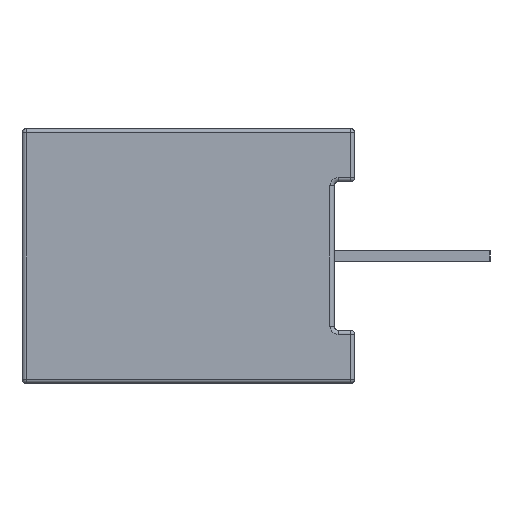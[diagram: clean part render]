
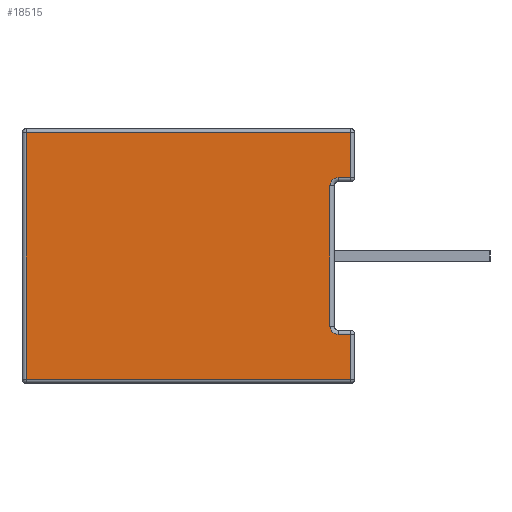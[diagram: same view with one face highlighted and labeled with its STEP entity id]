
A CAD part, left-side view. The second image highlights one B-rep face of the part: STEP entity #18515.
In plain terms, the highlighted planar face has unit normal (-1, 0, 0).
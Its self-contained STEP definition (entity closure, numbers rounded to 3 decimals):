
#5089 = LINE ( 'NONE', #5146, #5145 ) ;
#5097 = CARTESIAN_POINT ( 'NONE',  ( -12.05, -0.408, 3.01 ) ) ;
#5144 = DIRECTION ( 'NONE',  ( 0., 0., 1. ) ) ;
#5145 = VECTOR ( 'NONE', #5144, 1000. ) ;
#5146 = CARTESIAN_POINT ( 'NONE',  ( -12.05, -0.408, 3.11 ) ) ;
#7038 = DIRECTION ( 'NONE',  ( 0., 0., -1. ) ) ;
#7039 = DIRECTION ( 'NONE',  ( -1., 0., 0. ) ) ;
#7040 = CARTESIAN_POINT ( 'NONE',  ( -12.05, -0.1, 1.71 ) ) ;
#7041 = AXIS2_PLACEMENT_3D ( 'NONE', #7040, #7039, #7038 ) ;
#7042 = CIRCLE ( 'NONE', #7041, 0.2 ) ;
#7044 = CARTESIAN_POINT ( 'NONE',  ( -12.05, 0.1, 1.71 ) ) ;
#7045 = DIRECTION ( 'NONE',  ( 0., 0., 1. ) ) ;
#7046 = VECTOR ( 'NONE', #7045, 1000. ) ;
#7047 = CARTESIAN_POINT ( 'NONE',  ( -12.05, 0.1, 3.11 ) ) ;
#7048 = LINE ( 'NONE', #7047, #7046 ) ;
#7049 = CARTESIAN_POINT ( 'NONE',  ( -12.05, 0.1, -1.71 ) ) ;
#7050 = DIRECTION ( 'NONE',  ( 0., 0., -1. ) ) ;
#7051 = DIRECTION ( 'NONE',  ( -1., 0., 0. ) ) ;
#7052 = CARTESIAN_POINT ( 'NONE',  ( -12.05, -0.1, -1.71 ) ) ;
#7053 = AXIS2_PLACEMENT_3D ( 'NONE', #7052, #7051, #7050 ) ;
#7054 = CIRCLE ( 'NONE', #7053, 0.2 ) ;
#7067 = CARTESIAN_POINT ( 'NONE',  ( -12.05, -0.408, -3.01 ) ) ;
#7068 = DIRECTION ( 'NONE',  ( 0., 0., 1. ) ) ;
#7069 = VECTOR ( 'NONE', #7068, 1000. ) ;
#7070 = CARTESIAN_POINT ( 'NONE',  ( -12.05, -0.408, -1.81 ) ) ;
#7071 = DIRECTION ( 'NONE',  ( 0., 0., -1. ) ) ;
#7072 = DIRECTION ( 'NONE',  ( 1., 0., 0. ) ) ;
#7073 = CARTESIAN_POINT ( 'NONE',  ( -12.05, 7.622, 3.11 ) ) ;
#7074 = LINE ( 'NONE', #7070, #7069 ) ;
#7075 = AXIS2_PLACEMENT_3D ( 'NONE', #7073, #7072, #7071 ) ;
#7076 = PLANE ( 'NONE',  #7075 ) ;
#7077 = FACE_OUTER_BOUND ( 'NONE', #18516, .T. ) ;
#7092 = CARTESIAN_POINT ( 'NONE',  ( -12.05, -0.408, 1.91 ) ) ;
#7093 = DIRECTION ( 'NONE',  ( 0., -1., 0. ) ) ;
#7094 = VECTOR ( 'NONE', #7093, 1000. ) ;
#7095 = CARTESIAN_POINT ( 'NONE',  ( -12.05, 7.622, 1.91 ) ) ;
#7096 = LINE ( 'NONE', #7095, #7094 ) ;
#7097 = CARTESIAN_POINT ( 'NONE',  ( -12.05, -0.1, 1.91 ) ) ;
#7125 = CARTESIAN_POINT ( 'NONE',  ( -12.05, -0.1, -1.91 ) ) ;
#7126 = DIRECTION ( 'NONE',  ( 0., 1., 0. ) ) ;
#7127 = VECTOR ( 'NONE', #7126, 1000. ) ;
#7128 = CARTESIAN_POINT ( 'NONE',  ( -12.05, 0., -1.91 ) ) ;
#7129 = LINE ( 'NONE', #7128, #7127 ) ;
#7130 = CARTESIAN_POINT ( 'NONE',  ( -12.05, -0.408, -1.91 ) ) ;
#7173 = DIRECTION ( 'NONE',  ( 0., -1., 0. ) ) ;
#7174 = VECTOR ( 'NONE', #7173, 1000. ) ;
#7175 = CARTESIAN_POINT ( 'NONE',  ( -12.05, 7.622, -3.01 ) ) ;
#7176 = LINE ( 'NONE', #7175, #7174 ) ;
#7177 = CARTESIAN_POINT ( 'NONE',  ( -12.05, 7.522, -3.01 ) ) ;
#7178 = DIRECTION ( 'NONE',  ( 0., 0., -1. ) ) ;
#7179 = VECTOR ( 'NONE', #7178, 1000. ) ;
#7180 = CARTESIAN_POINT ( 'NONE',  ( -12.05, 7.522, -3.11 ) ) ;
#7181 = LINE ( 'NONE', #7180, #7179 ) ;
#7182 = CARTESIAN_POINT ( 'NONE',  ( -12.05, 7.522, 3.01 ) ) ;
#7183 = DIRECTION ( 'NONE',  ( 0., 1., 0. ) ) ;
#7184 = VECTOR ( 'NONE', #7183, 1000. ) ;
#7185 = CARTESIAN_POINT ( 'NONE',  ( -12.05, 7.622, 3.01 ) ) ;
#7186 = LINE ( 'NONE', #7185, #7184 ) ;
#17396 = ORIENTED_EDGE ( 'NONE', *, *, #18564, .T. ) ;
#17809 = VERTEX_POINT ( 'NONE', #5097 ) ;
#17816 = EDGE_CURVE ( 'NONE', #18506, #17809, #5089, .T. ) ;
#18494 = ORIENTED_EDGE ( 'NONE', *, *, #18495, .F. ) ;
#18495 = EDGE_CURVE ( 'NONE', #18496, #18523, #7054, .T. ) ;
#18496 = VERTEX_POINT ( 'NONE', #7049 ) ;
#18497 = ORIENTED_EDGE ( 'NONE', *, *, #18498, .T. ) ;
#18498 = EDGE_CURVE ( 'NONE', #18496, #18499, #7048, .T. ) ;
#18499 = VERTEX_POINT ( 'NONE', #7044 ) ;
#18500 = ORIENTED_EDGE ( 'NONE', *, *, #18501, .F. ) ;
#18501 = EDGE_CURVE ( 'NONE', #18503, #18499, #7042, .T. ) ;
#18503 = VERTEX_POINT ( 'NONE', #7097 ) ;
#18504 = ORIENTED_EDGE ( 'NONE', *, *, #18505, .T. ) ;
#18505 = EDGE_CURVE ( 'NONE', #18503, #18506, #7096, .T. ) ;
#18506 = VERTEX_POINT ( 'NONE', #7092 ) ;
#18507 = ORIENTED_EDGE ( 'NONE', *, *, #17816, .T. ) ;
#18515 = ADVANCED_FACE ( 'NONE', ( #7077 ), #7076, .F. ) ;
#18516 = EDGE_LOOP ( 'NONE', ( #18517, #18521, #18494, #18497, #18500, #18504, #18507, #17396, #18566, #18569 ) ) ;
#18517 = ORIENTED_EDGE ( 'NONE', *, *, #18518, .T. ) ;
#18518 = EDGE_CURVE ( 'NONE', #18519, #18520, #7074, .T. ) ;
#18519 = VERTEX_POINT ( 'NONE', #7067 ) ;
#18520 = VERTEX_POINT ( 'NONE', #7130 ) ;
#18521 = ORIENTED_EDGE ( 'NONE', *, *, #18522, .T. ) ;
#18522 = EDGE_CURVE ( 'NONE', #18520, #18523, #7129, .T. ) ;
#18523 = VERTEX_POINT ( 'NONE', #7125 ) ;
#18564 = EDGE_CURVE ( 'NONE', #17809, #18565, #7186, .T. ) ;
#18565 = VERTEX_POINT ( 'NONE', #7182 ) ;
#18566 = ORIENTED_EDGE ( 'NONE', *, *, #18567, .T. ) ;
#18567 = EDGE_CURVE ( 'NONE', #18565, #18568, #7181, .T. ) ;
#18568 = VERTEX_POINT ( 'NONE', #7177 ) ;
#18569 = ORIENTED_EDGE ( 'NONE', *, *, #18570, .T. ) ;
#18570 = EDGE_CURVE ( 'NONE', #18568, #18519, #7176, .T. ) ;
